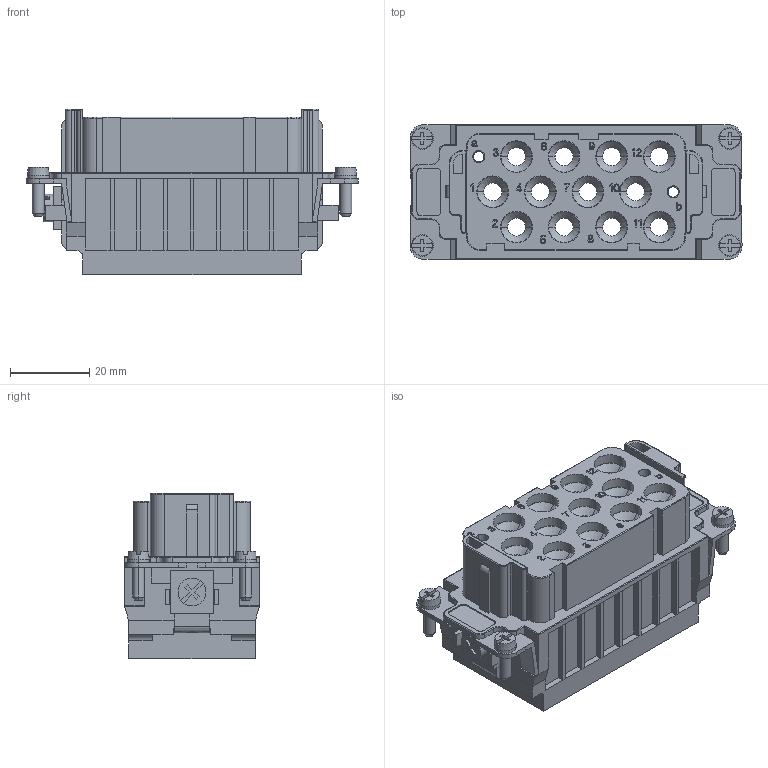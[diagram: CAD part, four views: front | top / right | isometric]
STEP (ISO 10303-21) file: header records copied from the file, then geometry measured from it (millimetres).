
FILE_DESCRIPTION(('Creo Elements/Direct Modeling STEP Export'),'2;1');
FILE_NAME('0ln7uvk4pr4pc7e3496','2019-03-22T 9:37:33',(''),(''),'PTC Creo Elements/Direct Modeling STEP processor for AP214 (Solid Model)','PTC Creo Elements/Direct Modeling 19.0E 27-Jun-2016 (C) Parametric Technology GmbH','');
FILE_SCHEMA(('AUTOMOTIVE_DESIGN { 1 0 10303 214 1 1 1 1 }'));
Length unit declared in the file: millimetre
Products named in the file (2): RXF_12-2
Assembly tree (1 placements, depth 2):
  RXF_12-2
    RXF_12-2
Bounding box: 83.7 x 34 x 41.7 mm (x, y, z)
Volume: 58621.9 mm3; surface area: 26716.8 mm2
Topology: 1 solids, 2 shells, 830 faces, 3554 edges, 2848 vertices
Faces by surface type: plane 510, cylinder 226, cone 68, torus 26
Entity records: 39083 total; most frequent: CARTESIAN_POINT 7440, ORIENTED_EDGE 7110, DIRECTION 4964, EDGE_CURVE 3554, VECTOR 2868, LINE 2868, VERTEX_POINT 2848, AXIS2_PLACEMENT_3D 1048
